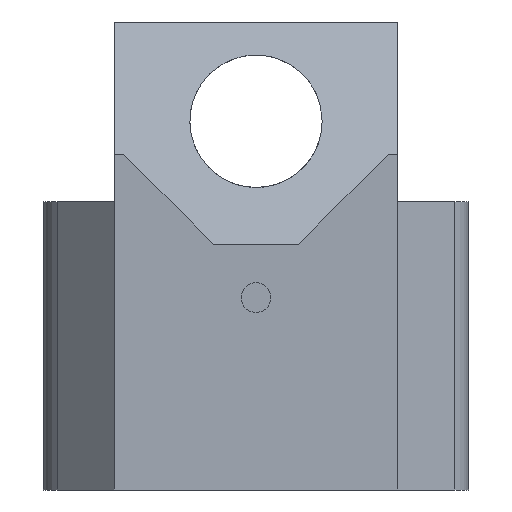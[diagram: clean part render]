
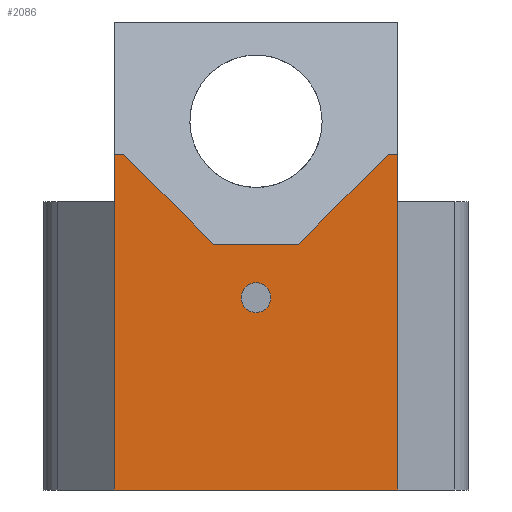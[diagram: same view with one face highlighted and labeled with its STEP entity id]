
A CAD part, front view. The second image highlights one B-rep face of the part: STEP entity #2086.
In plain terms, the highlighted planar face has unit normal (0, -1, 0).
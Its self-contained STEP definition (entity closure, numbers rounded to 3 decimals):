
#52=FACE_BOUND('',#292,.T.);
#103=PLANE('',#2234);
#170=FACE_OUTER_BOUND('',#291,.T.);
#291=EDGE_LOOP('',(#1571,#1572,#1573,#1574,#1575,#1576,#1577,#1578));
#292=EDGE_LOOP('',(#1579));
#452=LINE('',#3370,#659);
#473=LINE('',#3429,#680);
#476=LINE('',#3434,#683);
#478=LINE('',#3438,#685);
#479=LINE('',#3441,#686);
#480=LINE('',#3443,#687);
#481=LINE('',#3444,#688);
#482=LINE('',#3445,#689);
#659=VECTOR('',#2511,10.);
#680=VECTOR('',#2560,10.);
#683=VECTOR('',#2565,10.);
#685=VECTOR('',#2569,10.);
#686=VECTOR('',#2572,10.);
#687=VECTOR('',#2573,10.);
#688=VECTOR('',#2574,10.);
#689=VECTOR('',#2575,10.);
#811=CIRCLE('',#2179,1.575);
#896=VERTEX_POINT('',#2977);
#957=VERTEX_POINT('',#3367);
#958=VERTEX_POINT('',#3369);
#981=VERTEX_POINT('',#3426);
#982=VERTEX_POINT('',#3428);
#983=VERTEX_POINT('',#3432);
#984=VERTEX_POINT('',#3436);
#985=VERTEX_POINT('',#3440);
#986=VERTEX_POINT('',#3442);
#1098=EDGE_CURVE('',#896,#896,#811,.T.);
#1178=EDGE_CURVE('',#957,#958,#452,.T.);
#1207=EDGE_CURVE('',#982,#981,#473,.T.);
#1210=EDGE_CURVE('',#981,#983,#476,.T.);
#1212=EDGE_CURVE('',#983,#984,#478,.T.);
#1213=EDGE_CURVE('',#985,#984,#479,.T.);
#1214=EDGE_CURVE('',#986,#985,#480,.T.);
#1215=EDGE_CURVE('',#958,#986,#481,.T.);
#1216=EDGE_CURVE('',#982,#957,#482,.T.);
#1571=ORIENTED_EDGE('',*,*,#1207,.T.);
#1572=ORIENTED_EDGE('',*,*,#1210,.T.);
#1573=ORIENTED_EDGE('',*,*,#1212,.T.);
#1574=ORIENTED_EDGE('',*,*,#1213,.F.);
#1575=ORIENTED_EDGE('',*,*,#1214,.F.);
#1576=ORIENTED_EDGE('',*,*,#1215,.F.);
#1577=ORIENTED_EDGE('',*,*,#1178,.F.);
#1578=ORIENTED_EDGE('',*,*,#1216,.F.);
#1579=ORIENTED_EDGE('',*,*,#1098,.T.);
#2086=ADVANCED_FACE('',(#170,#52),#103,.T.);
#2179=AXIS2_PLACEMENT_3D('',#2978,#2378,#2379);
#2234=AXIS2_PLACEMENT_3D('',#3439,#2570,#2571);
#2378=DIRECTION('center_axis',(0.,1.,0.));
#2379=DIRECTION('ref_axis',(1.,0.,0.));
#2511=DIRECTION('',(0.,0.,-1.));
#2560=DIRECTION('',(-0.707,0.,-0.707));
#2565=DIRECTION('',(-1.,0.,0.));
#2569=DIRECTION('',(-0.707,0.,0.707));
#2570=DIRECTION('center_axis',(0.,-1.,0.));
#2571=DIRECTION('ref_axis',(0.,0.,-1.));
#2572=DIRECTION('',(1.,0.,0.));
#2573=DIRECTION('',(0.,0.,1.));
#2574=DIRECTION('',(-1.,0.,0.));
#2575=DIRECTION('',(1.,0.,0.));
#2977=CARTESIAN_POINT('',(-1.575,-190.987,143.5));
#2978=CARTESIAN_POINT('Origin',(0.,-190.987,
143.5));
#3367=CARTESIAN_POINT('',(15.,-190.987,158.656));
#3369=CARTESIAN_POINT('',(15.,-190.987,123.156));
#3370=CARTESIAN_POINT('',(15.,-190.987,146.031));
#3426=CARTESIAN_POINT('',(4.5,-190.987,149.156));
#3428=CARTESIAN_POINT('',(14.,-190.987,158.656));
#3429=CARTESIAN_POINT('',(6.75,-190.987,151.406));
#3432=CARTESIAN_POINT('',(-4.5,-190.987,149.156));
#3434=CARTESIAN_POINT('',(2.25,-190.987,149.156));
#3436=CARTESIAN_POINT('',(-14.,-190.987,158.656));
#3438=CARTESIAN_POINT('',(-4.5,-190.987,149.156));
#3439=CARTESIAN_POINT('Origin',(0.,-190.987,153.656));
#3440=CARTESIAN_POINT('',(-15.,-190.987,158.656));
#3441=CARTESIAN_POINT('',(0.,-190.987,158.656));
#3442=CARTESIAN_POINT('',(-15.,-190.987,123.156));
#3443=CARTESIAN_POINT('',(-15.,-190.987,146.031));
#3444=CARTESIAN_POINT('',(0.,-190.987,123.156));
#3445=CARTESIAN_POINT('',(0.,-190.987,158.656));
